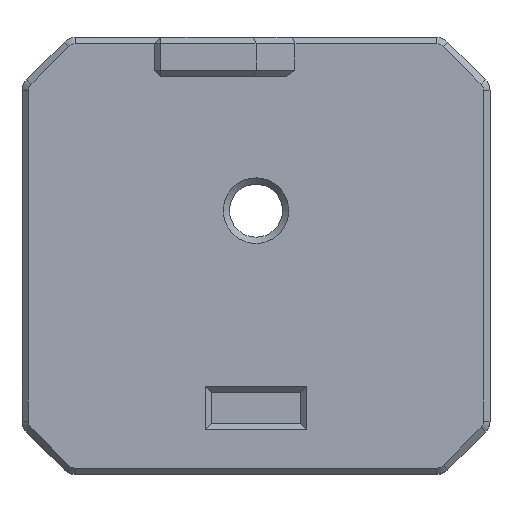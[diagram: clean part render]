
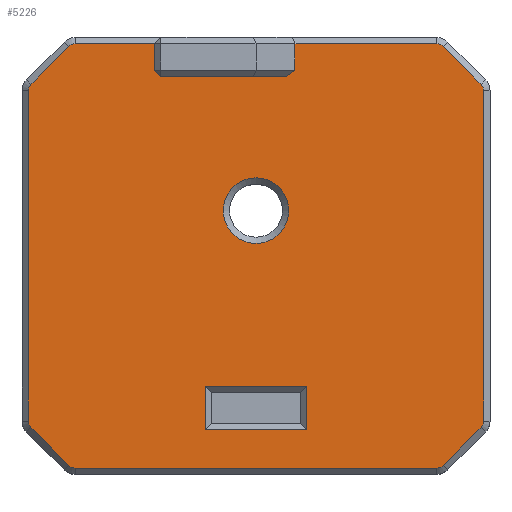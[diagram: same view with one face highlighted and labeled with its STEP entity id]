
A CAD part, top view. The second image highlights one B-rep face of the part: STEP entity #5226.
In plain terms, the highlighted planar face has unit normal (0, 0, 1).
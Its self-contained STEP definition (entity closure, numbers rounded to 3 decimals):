
#48=FACE_BOUND('',#846,.T.);
#49=FACE_BOUND('',#847,.T.);
#378=CIRCLE('',#5713,0.6);
#379=CIRCLE('',#5716,0.6);
#380=CIRCLE('',#5719,0.6);
#381=CIRCLE('',#5722,0.6);
#382=CIRCLE('',#5725,0.6);
#383=CIRCLE('',#5728,0.6);
#384=CIRCLE('',#5731,0.6);
#385=CIRCLE('',#5734,0.6);
#386=CIRCLE('',#5745,2.1);
#542=FACE_OUTER_BOUND('',#845,.T.);
#845=EDGE_LOOP('',(#4224,#4225,#4226,#4227,#4228,#4229,#4230,#4231,#4232,
#4233,#4234,#4235,#4236,#4237,#4238,#4239,#4240,#4241,#4242,#4243,#4244,
#4245));
#846=EDGE_LOOP('',(#4246,#4247,#4248,#4249));
#847=EDGE_LOOP('',(#4250));
#1319=LINE('',#8634,#1861);
#1325=LINE('',#8648,#1867);
#1334=LINE('',#8664,#1876);
#1338=LINE('',#8673,#1880);
#1341=LINE('',#8681,#1883);
#1344=LINE('',#8689,#1886);
#1347=LINE('',#8697,#1889);
#1350=LINE('',#8705,#1892);
#1353=LINE('',#8713,#1895);
#1356=LINE('',#8721,#1898);
#1358=LINE('',#8728,#1900);
#1367=LINE('',#8744,#1909);
#1368=LINE('',#8746,#1910);
#1369=LINE('',#8748,#1911);
#1371=LINE('',#8758,#1913);
#1372=LINE('',#8760,#1914);
#1373=LINE('',#8762,#1915);
#1374=LINE('',#8763,#1916);
#1861=VECTOR('',#6851,10.);
#1867=VECTOR('',#6861,10.);
#1876=VECTOR('',#6876,10.);
#1880=VECTOR('',#6886,10.);
#1883=VECTOR('',#6895,10.);
#1886=VECTOR('',#6904,10.);
#1889=VECTOR('',#6913,10.);
#1892=VECTOR('',#6922,10.);
#1895=VECTOR('',#6931,10.);
#1898=VECTOR('',#6940,10.);
#1900=VECTOR('',#6948,10.);
#1909=VECTOR('',#6969,10.);
#1910=VECTOR('',#6972,10.);
#1911=VECTOR('',#6975,10.);
#1913=VECTOR('',#6985,10.);
#1914=VECTOR('',#6986,10.);
#1915=VECTOR('',#6987,10.);
#1916=VECTOR('',#6988,10.);
#2511=VERTEX_POINT('',#8631);
#2512=VERTEX_POINT('',#8633);
#2517=VERTEX_POINT('',#8646);
#2518=VERTEX_POINT('',#8647);
#2521=VERTEX_POINT('',#8661);
#2522=VERTEX_POINT('',#8663);
#2523=VERTEX_POINT('',#8667);
#2524=VERTEX_POINT('',#8671);
#2525=VERTEX_POINT('',#8675);
#2526=VERTEX_POINT('',#8679);
#2527=VERTEX_POINT('',#8683);
#2528=VERTEX_POINT('',#8687);
#2529=VERTEX_POINT('',#8691);
#2530=VERTEX_POINT('',#8695);
#2531=VERTEX_POINT('',#8699);
#2532=VERTEX_POINT('',#8703);
#2533=VERTEX_POINT('',#8707);
#2534=VERTEX_POINT('',#8711);
#2535=VERTEX_POINT('',#8715);
#2536=VERTEX_POINT('',#8719);
#2537=VERTEX_POINT('',#8723);
#2538=VERTEX_POINT('',#8727);
#2540=VERTEX_POINT('',#8750);
#2542=VERTEX_POINT('',#8756);
#2543=VERTEX_POINT('',#8757);
#2544=VERTEX_POINT('',#8759);
#2545=VERTEX_POINT('',#8761);
#3108=EDGE_CURVE('',#2511,#2512,#1319,.F.);
#3114=EDGE_CURVE('',#2517,#2518,#1325,.F.);
#3123=EDGE_CURVE('',#2521,#2522,#1334,.T.);
#3126=EDGE_CURVE('',#2523,#2521,#378,.T.);
#3128=EDGE_CURVE('',#2524,#2523,#1338,.T.);
#3130=EDGE_CURVE('',#2525,#2524,#379,.T.);
#3132=EDGE_CURVE('',#2526,#2525,#1341,.T.);
#3134=EDGE_CURVE('',#2527,#2526,#380,.T.);
#3136=EDGE_CURVE('',#2528,#2527,#1344,.T.);
#3138=EDGE_CURVE('',#2529,#2528,#381,.T.);
#3140=EDGE_CURVE('',#2530,#2529,#1347,.T.);
#3142=EDGE_CURVE('',#2531,#2530,#382,.T.);
#3144=EDGE_CURVE('',#2532,#2531,#1350,.T.);
#3146=EDGE_CURVE('',#2533,#2532,#383,.T.);
#3148=EDGE_CURVE('',#2534,#2533,#1353,.T.);
#3150=EDGE_CURVE('',#2535,#2534,#384,.T.);
#3152=EDGE_CURVE('',#2536,#2535,#1356,.T.);
#3154=EDGE_CURVE('',#2537,#2536,#385,.T.);
#3155=EDGE_CURVE('',#2538,#2537,#1358,.T.);
#3164=EDGE_CURVE('',#2538,#2512,#1367,.T.);
#3165=EDGE_CURVE('',#2511,#2518,#1368,.T.);
#3166=EDGE_CURVE('',#2517,#2522,#1369,.T.);
#3167=EDGE_CURVE('',#2540,#2540,#386,.T.);
#3170=EDGE_CURVE('',#2542,#2543,#1371,.T.);
#3171=EDGE_CURVE('',#2544,#2542,#1372,.T.);
#3172=EDGE_CURVE('',#2545,#2544,#1373,.T.);
#3173=EDGE_CURVE('',#2543,#2545,#1374,.T.);
#4224=ORIENTED_EDGE('',*,*,#3155,.F.);
#4225=ORIENTED_EDGE('',*,*,#3164,.T.);
#4226=ORIENTED_EDGE('',*,*,#3108,.F.);
#4227=ORIENTED_EDGE('',*,*,#3165,.T.);
#4228=ORIENTED_EDGE('',*,*,#3114,.F.);
#4229=ORIENTED_EDGE('',*,*,#3166,.T.);
#4230=ORIENTED_EDGE('',*,*,#3123,.F.);
#4231=ORIENTED_EDGE('',*,*,#3126,.F.);
#4232=ORIENTED_EDGE('',*,*,#3128,.F.);
#4233=ORIENTED_EDGE('',*,*,#3130,.F.);
#4234=ORIENTED_EDGE('',*,*,#3132,.F.);
#4235=ORIENTED_EDGE('',*,*,#3134,.F.);
#4236=ORIENTED_EDGE('',*,*,#3136,.F.);
#4237=ORIENTED_EDGE('',*,*,#3138,.F.);
#4238=ORIENTED_EDGE('',*,*,#3140,.F.);
#4239=ORIENTED_EDGE('',*,*,#3142,.F.);
#4240=ORIENTED_EDGE('',*,*,#3144,.F.);
#4241=ORIENTED_EDGE('',*,*,#3146,.F.);
#4242=ORIENTED_EDGE('',*,*,#3148,.F.);
#4243=ORIENTED_EDGE('',*,*,#3150,.F.);
#4244=ORIENTED_EDGE('',*,*,#3152,.F.);
#4245=ORIENTED_EDGE('',*,*,#3154,.F.);
#4246=ORIENTED_EDGE('',*,*,#3170,.F.);
#4247=ORIENTED_EDGE('',*,*,#3171,.F.);
#4248=ORIENTED_EDGE('',*,*,#3172,.F.);
#4249=ORIENTED_EDGE('',*,*,#3173,.F.);
#4250=ORIENTED_EDGE('',*,*,#3167,.F.);
#5000=PLANE('',#5747);
#5226=ADVANCED_FACE('',(#542,#48,#49),#5000,.T.);
#5713=AXIS2_PLACEMENT_3D('',#8669,#6881,#6882);
#5716=AXIS2_PLACEMENT_3D('',#8677,#6890,#6891);
#5719=AXIS2_PLACEMENT_3D('',#8685,#6899,#6900);
#5722=AXIS2_PLACEMENT_3D('',#8693,#6908,#6909);
#5725=AXIS2_PLACEMENT_3D('',#8701,#6917,#6918);
#5728=AXIS2_PLACEMENT_3D('',#8709,#6926,#6927);
#5731=AXIS2_PLACEMENT_3D('',#8717,#6935,#6936);
#5734=AXIS2_PLACEMENT_3D('',#8725,#6944,#6945);
#5745=AXIS2_PLACEMENT_3D('',#8751,#6978,#6979);
#5747=AXIS2_PLACEMENT_3D('',#8755,#6983,#6984);
#6851=DIRECTION('',(-0.816,-0.577,0.));
#6861=DIRECTION('',(-0.707,0.707,0.));
#6876=DIRECTION('',(1.,0.,0.));
#6881=DIRECTION('center_axis',(0.,0.,-1.));
#6882=DIRECTION('ref_axis',(-0.383,0.924,0.));
#6886=DIRECTION('',(0.707,0.707,0.));
#6890=DIRECTION('center_axis',(0.,0.,-1.));
#6891=DIRECTION('ref_axis',(-0.924,0.383,0.));
#6895=DIRECTION('',(0.,1.,0.));
#6899=DIRECTION('center_axis',(0.,0.,-1.));
#6900=DIRECTION('ref_axis',(-0.924,-0.383,0.));
#6904=DIRECTION('',(-0.707,0.707,0.));
#6908=DIRECTION('center_axis',(0.,0.,-1.));
#6909=DIRECTION('ref_axis',(-0.383,-0.924,0.));
#6913=DIRECTION('',(-1.,0.,0.));
#6917=DIRECTION('center_axis',(0.,0.,-1.));
#6918=DIRECTION('ref_axis',(0.383,-0.924,0.));
#6922=DIRECTION('',(-0.707,-0.707,0.));
#6926=DIRECTION('center_axis',(0.,0.,-1.));
#6927=DIRECTION('ref_axis',(0.924,-0.383,0.));
#6931=DIRECTION('',(0.,-1.,0.));
#6935=DIRECTION('center_axis',(0.,0.,-1.));
#6936=DIRECTION('ref_axis',(0.924,0.383,0.));
#6940=DIRECTION('',(0.707,-0.707,0.));
#6944=DIRECTION('center_axis',(0.,0.,-1.));
#6945=DIRECTION('ref_axis',(0.383,0.924,0.));
#6948=DIRECTION('',(1.,0.,0.));
#6969=DIRECTION('',(0.,-1.,0.));
#6972=DIRECTION('',(-1.,0.,0.));
#6975=DIRECTION('',(0.,1.,0.));
#6978=DIRECTION('center_axis',(0.,0.,1.));
#6979=DIRECTION('ref_axis',(1.,0.,0.));
#6983=DIRECTION('center_axis',(0.,0.,1.));
#6984=DIRECTION('ref_axis',(1.,0.,0.));
#6985=DIRECTION('',(0.,1.,0.));
#6986=DIRECTION('',(1.,0.,0.));
#6987=DIRECTION('',(0.,-1.,0.));
#6988=DIRECTION('',(-1.,0.,0.));
#8631=CARTESIAN_POINT('',(1.934,-10.9,0.));
#8633=CARTESIAN_POINT('',(2.5,-10.5,0.));
#8634=CARTESIAN_POINT('',(-1.982,-13.67,0.));
#8646=CARTESIAN_POINT('',(-6.5,-10.5,0.));
#8647=CARTESIAN_POINT('',(-6.1,-10.9,0.));
#8648=CARTESIAN_POINT('',(-1.8,-15.2,0.));
#8661=CARTESIAN_POINT('',(-11.586,-8.8,0.));
#8663=CARTESIAN_POINT('',(-6.5,-8.8,0.));
#8664=CARTESIAN_POINT('',(-7.5,-8.8,0.));
#8667=CARTESIAN_POINT('',(-12.01,-8.976,0.));
#8669=CARTESIAN_POINT('Origin',(-11.586,-9.4,0.));
#8671=CARTESIAN_POINT('',(-14.424,-11.39,0.));
#8673=CARTESIAN_POINT('',(-12.967,-9.933,0.));
#8675=CARTESIAN_POINT('',(-14.6,-11.814,0.));
#8677=CARTESIAN_POINT('Origin',(-14.,-11.814,0.));
#8679=CARTESIAN_POINT('',(-14.6,-32.986,0.));
#8681=CARTESIAN_POINT('',(-14.6,-29.4,0.));
#8683=CARTESIAN_POINT('',(-14.424,-33.41,0.));
#8685=CARTESIAN_POINT('Origin',(-14.,-32.986,0.));
#8687=CARTESIAN_POINT('',(-12.01,-35.824,0.));
#8689=CARTESIAN_POINT('',(-12.967,-34.867,0.));
#8691=CARTESIAN_POINT('',(-11.586,-36.,0.));
#8693=CARTESIAN_POINT('Origin',(-11.586,-35.4,0.));
#8695=CARTESIAN_POINT('',(11.586,-36.,0.));
#8697=CARTESIAN_POINT('',(7.5,-36.,0.));
#8699=CARTESIAN_POINT('',(12.01,-35.824,0.));
#8701=CARTESIAN_POINT('Origin',(11.586,-35.4,0.));
#8703=CARTESIAN_POINT('',(14.424,-33.41,0.));
#8705=CARTESIAN_POINT('',(12.967,-34.867,0.));
#8707=CARTESIAN_POINT('',(14.6,-32.986,0.));
#8709=CARTESIAN_POINT('Origin',(14.,-32.986,0.));
#8711=CARTESIAN_POINT('',(14.6,-11.814,0.));
#8713=CARTESIAN_POINT('',(14.6,-15.4,0.));
#8715=CARTESIAN_POINT('',(14.424,-11.39,0.));
#8717=CARTESIAN_POINT('Origin',(14.,-11.814,0.));
#8719=CARTESIAN_POINT('',(12.01,-8.976,0.));
#8721=CARTESIAN_POINT('',(12.967,-9.933,0.));
#8723=CARTESIAN_POINT('',(11.586,-8.8,0.));
#8725=CARTESIAN_POINT('Origin',(11.586,-9.4,0.));
#8727=CARTESIAN_POINT('',(2.5,-8.8,0.));
#8728=CARTESIAN_POINT('',(-7.5,-8.8,0.));
#8744=CARTESIAN_POINT('',(2.5,-16.65,0.));
#8746=CARTESIAN_POINT('',(-3.25,-10.9,0.));
#8748=CARTESIAN_POINT('',(-6.5,-15.4,0.));
#8750=CARTESIAN_POINT('',(-2.1,-19.5,0.));
#8751=CARTESIAN_POINT('Origin',(0.,-19.5,0.));
#8755=CARTESIAN_POINT('Origin',(0.,-22.4,0.));
#8756=CARTESIAN_POINT('',(3.25,-33.55,0.));
#8757=CARTESIAN_POINT('',(3.25,-30.75,0.));
#8758=CARTESIAN_POINT('',(3.25,-26.775,0.));
#8759=CARTESIAN_POINT('',(-3.25,-33.55,0.));
#8760=CARTESIAN_POINT('',(1.425,-33.55,0.));
#8761=CARTESIAN_POINT('',(-3.25,-30.75,0.));
#8762=CARTESIAN_POINT('',(-3.25,-27.775,0.));
#8763=CARTESIAN_POINT('',(-1.425,-30.75,0.));
